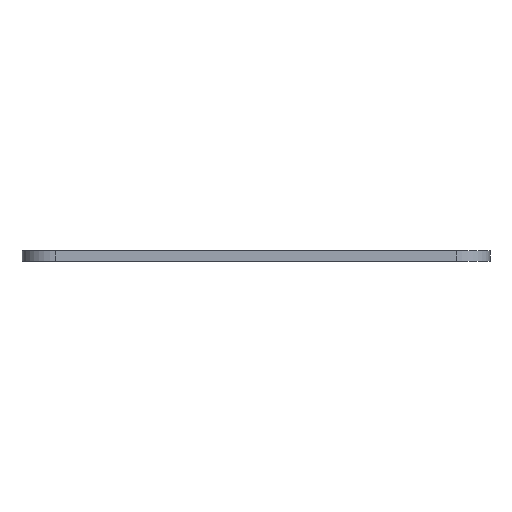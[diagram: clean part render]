
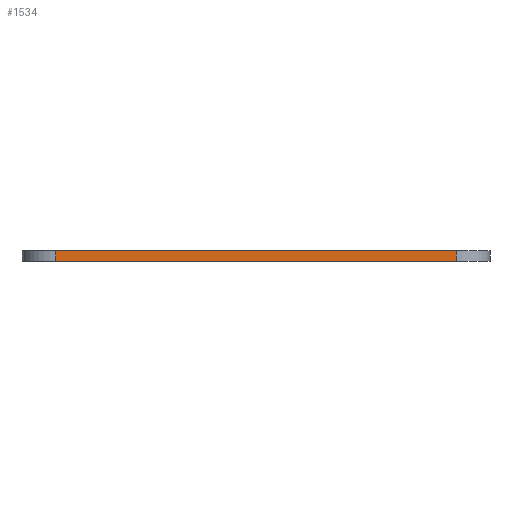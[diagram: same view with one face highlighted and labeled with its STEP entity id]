
A CAD part, left-side view. The second image highlights one B-rep face of the part: STEP entity #1534.
In plain terms, the highlighted planar face has unit normal (-1, 0, 0).
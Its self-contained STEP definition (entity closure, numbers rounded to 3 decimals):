
#43=PLANE('',#1661);
#92=FACE_OUTER_BOUND('',#183,.T.);
#183=EDGE_LOOP('',(#1133,#1134,#1135,#1136));
#273=LINE('',#2233,#437);
#319=LINE('',#2386,#483);
#320=LINE('',#2389,#484);
#321=LINE('',#2390,#485);
#437=VECTOR('',#1781,10.);
#483=VECTOR('',#1895,10.);
#484=VECTOR('',#1898,10.);
#485=VECTOR('',#1899,10.);
#668=VERTEX_POINT('',#2230);
#669=VERTEX_POINT('',#2232);
#741=VERTEX_POINT('',#2382);
#743=VERTEX_POINT('',#2388);
#821=EDGE_CURVE('',#668,#669,#273,.T.);
#898=EDGE_CURVE('',#669,#741,#319,.T.);
#899=EDGE_CURVE('',#743,#668,#320,.T.);
#900=EDGE_CURVE('',#741,#743,#321,.T.);
#1133=ORIENTED_EDGE('',*,*,#898,.F.);
#1134=ORIENTED_EDGE('',*,*,#821,.F.);
#1135=ORIENTED_EDGE('',*,*,#899,.F.);
#1136=ORIENTED_EDGE('',*,*,#900,.F.);
#1534=ADVANCED_FACE('',(#92),#43,.T.);
#1661=AXIS2_PLACEMENT_3D('',#2387,#1896,#1897);
#1781=DIRECTION('',(0.,1.,0.));
#1895=DIRECTION('',(0.,0.,1.));
#1896=DIRECTION('center_axis',(-1.,0.,0.));
#1897=DIRECTION('ref_axis',(0.,-1.,0.));
#1898=DIRECTION('',(0.,0.,-1.));
#1899=DIRECTION('',(0.,-1.,0.));
#2230=CARTESIAN_POINT('',(-35.104,-65.946,0.));
#2232=CARTESIAN_POINT('',(-35.104,-6.146,0.));
#2233=CARTESIAN_POINT('',(-35.104,-70.946,0.));
#2382=CARTESIAN_POINT('',(-35.104,-6.146,1.5));
#2386=CARTESIAN_POINT('',(-35.104,-6.146,0.));
#2387=CARTESIAN_POINT('Origin',(-35.104,-1.146,0.));
#2388=CARTESIAN_POINT('',(-35.104,-65.946,1.5));
#2389=CARTESIAN_POINT('',(-35.104,-65.946,0.));
#2390=CARTESIAN_POINT('',(-35.104,-70.946,1.5));
